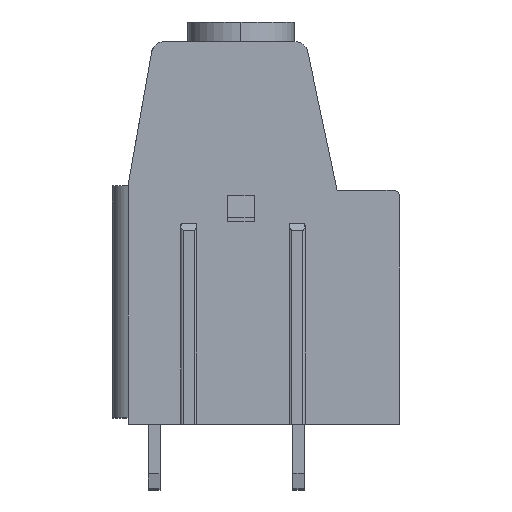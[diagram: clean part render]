
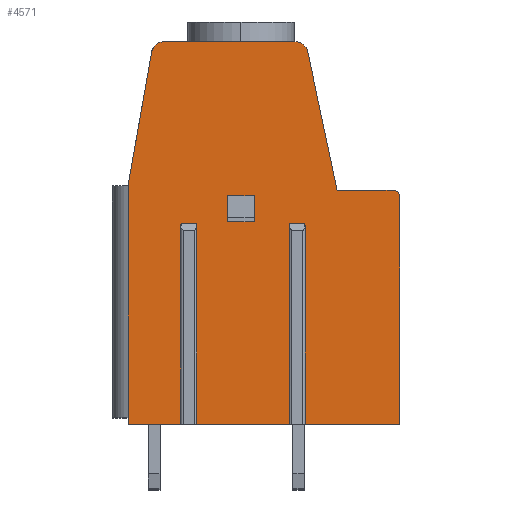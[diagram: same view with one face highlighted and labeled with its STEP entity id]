
A CAD part, top view. The second image highlights one B-rep face of the part: STEP entity #4571.
In plain terms, the highlighted planar face has unit normal (0, 0, 1).
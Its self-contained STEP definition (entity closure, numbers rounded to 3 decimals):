
#1239=DIRECTION('',(0.,1.,0.));
#1240=VECTOR('',#1239,2.);
#1241=CARTESIAN_POINT('',(-0.75,0.85,5.08));
#1242=LINE('',#1241,#1240);
#1243=DIRECTION('',(1.,0.,0.));
#1244=VECTOR('',#1243,2.);
#1245=CARTESIAN_POINT('',(-2.75,2.85,5.08));
#1246=LINE('',#1245,#1244);
#1247=DIRECTION('',(0.,1.,0.));
#1248=VECTOR('',#1247,2.);
#1249=CARTESIAN_POINT('',(-2.75,0.85,5.08));
#1250=LINE('',#1249,#1248);
#1251=DIRECTION('',(1.,0.,0.));
#1252=VECTOR('',#1251,2.);
#1253=CARTESIAN_POINT('',(-2.75,0.85,5.08));
#1254=LINE('',#1253,#1252);
#1255=CARTESIAN_POINT('',(2.386,13.65,5.08));
#1256=DIRECTION('',(0.,0.,1.));
#1257=DIRECTION('',(0.978,0.208,0.));
#1258=AXIS2_PLACEMENT_3D('',#1255,#1256,#1257);
#1260=DIRECTION('',(-0.208,0.978,0.));
#1261=VECTOR('',#1260,10.845);
#1262=CARTESIAN_POINT('',(5.619,3.25,5.08));
#1263=LINE('',#1262,#1261);
#1264=DIRECTION('',(-1.,0.,0.));
#1265=VECTOR('',#1264,4.281);
#1266=CARTESIAN_POINT('',(9.9,3.25,5.08));
#1267=LINE('',#1266,#1265);
#1268=CARTESIAN_POINT('',(9.9,2.75,5.08));
#1269=DIRECTION('',(0.,0.,1.));
#1270=DIRECTION('',(1.,0.,0.));
#1271=AXIS2_PLACEMENT_3D('',#1268,#1269,#1270);
#1273=DIRECTION('',(0.,1.,0.));
#1274=VECTOR('',#1273,17.4);
#1275=CARTESIAN_POINT('',(10.4,-14.65,5.08));
#1276=LINE('',#1275,#1274);
#1277=DIRECTION('',(1.,0.,0.));
#1278=VECTOR('',#1277,7.525);
#1279=CARTESIAN_POINT('',(2.875,-14.65,5.08));
#1280=LINE('',#1279,#1278);
#1281=DIRECTION('',(0.,1.,0.));
#1282=VECTOR('',#1281,15.4);
#1283=CARTESIAN_POINT('',(2.875,-14.65,5.08));
#1284=LINE('',#1283,#1282);
#1285=DIRECTION('',(1.,0.,0.));
#1286=VECTOR('',#1285,0.65);
#1287=CARTESIAN_POINT('',(2.225,0.75,5.08));
#1288=LINE('',#1287,#1286);
#1289=DIRECTION('',(0.,1.,0.));
#1290=VECTOR('',#1289,15.4);
#1291=CARTESIAN_POINT('',(2.225,-14.65,5.08));
#1292=LINE('',#1291,#1290);
#1293=DIRECTION('',(1.,0.,0.));
#1294=VECTOR('',#1293,7.65);
#1295=CARTESIAN_POINT('',(-5.425,-14.65,5.08));
#1296=LINE('',#1295,#1294);
#1297=DIRECTION('',(0.,1.,0.));
#1298=VECTOR('',#1297,15.4);
#1299=CARTESIAN_POINT('',(-5.425,-14.65,5.08));
#1300=LINE('',#1299,#1298);
#1301=DIRECTION('',(1.,0.,0.));
#1302=VECTOR('',#1301,0.65);
#1303=CARTESIAN_POINT('',(-6.075,0.75,5.08));
#1304=LINE('',#1303,#1302);
#1305=DIRECTION('',(0.,1.,0.));
#1306=VECTOR('',#1305,15.4);
#1307=CARTESIAN_POINT('',(-6.075,-14.65,5.08));
#1308=LINE('',#1307,#1306);
#1309=DIRECTION('',(1.,0.,0.));
#1310=VECTOR('',#1309,4.325);
#1311=CARTESIAN_POINT('',(-10.4,-14.65,5.08));
#1312=LINE('',#1311,#1310);
#1313=DIRECTION('',(0.,-1.,0.));
#1314=VECTOR('',#1313,18.25);
#1315=CARTESIAN_POINT('',(-10.4,3.6,5.08));
#1316=LINE('',#1315,#1314);
#1317=DIRECTION('',(-0.174,-0.985,0.));
#1318=VECTOR('',#1317,10.381);
#1319=CARTESIAN_POINT('',(-8.597,13.824,5.08));
#1320=LINE('',#1319,#1318);
#1321=CARTESIAN_POINT('',(-7.612,13.65,5.08));
#1322=DIRECTION('',(0.,0.,1.));
#1323=DIRECTION('',(0.,1.,0.));
#1324=AXIS2_PLACEMENT_3D('',#1321,#1322,#1323);
#1326=DIRECTION('',(-1.,0.,0.));
#1327=VECTOR('',#1326,9.998);
#1328=CARTESIAN_POINT('',(2.386,14.65,5.08));
#1329=LINE('',#1328,#1327);
#2357=CARTESIAN_POINT('',(-10.4,3.6,5.08));
#2358=CARTESIAN_POINT('',(-10.4,-14.65,5.08));
#2359=VERTEX_POINT('',#2357);
#2360=VERTEX_POINT('',#2358);
#2362=CARTESIAN_POINT('',(10.4,-14.65,5.08));
#2364=VERTEX_POINT('',#2362);
#2366=CARTESIAN_POINT('',(5.619,3.25,5.08));
#2368=VERTEX_POINT('',#2366);
#2409=CARTESIAN_POINT('',(-6.075,-14.65,5.08));
#2410=VERTEX_POINT('',#2409);
#2411=CARTESIAN_POINT('',(-5.425,-14.65,5.08));
#2412=CARTESIAN_POINT('',(2.225,-14.65,5.08));
#2413=VERTEX_POINT('',#2411);
#2414=VERTEX_POINT('',#2412);
#2415=CARTESIAN_POINT('',(2.875,-14.65,5.08));
#2416=VERTEX_POINT('',#2415);
#2417=CARTESIAN_POINT('',(-6.075,0.75,5.08));
#2418=CARTESIAN_POINT('',(-5.425,0.75,5.08));
#2419=VERTEX_POINT('',#2417);
#2420=VERTEX_POINT('',#2418);
#2421=CARTESIAN_POINT('',(2.225,0.75,5.08));
#2422=CARTESIAN_POINT('',(2.875,0.75,5.08));
#2423=VERTEX_POINT('',#2421);
#2424=VERTEX_POINT('',#2422);
#2443=CARTESIAN_POINT('',(-0.75,0.85,5.08));
#2444=CARTESIAN_POINT('',(-0.75,2.85,5.08));
#2445=VERTEX_POINT('',#2443);
#2446=VERTEX_POINT('',#2444);
#2447=CARTESIAN_POINT('',(-2.75,0.85,5.08));
#2448=CARTESIAN_POINT('',(-2.75,2.85,5.08));
#2449=VERTEX_POINT('',#2447);
#2450=VERTEX_POINT('',#2448);
#2575=CARTESIAN_POINT('',(3.364,13.858,5.08));
#2576=VERTEX_POINT('',#2575);
#2577=CARTESIAN_POINT('',(2.386,14.65,5.08));
#2578=VERTEX_POINT('',#2577);
#2583=CARTESIAN_POINT('',(-7.612,14.65,5.08));
#2584=CARTESIAN_POINT('',(-8.597,13.824,5.08));
#2585=VERTEX_POINT('',#2583);
#2586=VERTEX_POINT('',#2584);
#2591=CARTESIAN_POINT('',(10.4,2.75,5.08));
#2592=VERTEX_POINT('',#2591);
#2593=CARTESIAN_POINT('',(9.9,3.25,5.08));
#2594=VERTEX_POINT('',#2593);
#4530=CARTESIAN_POINT('',(0.,0.,5.08));
#4531=DIRECTION('',(0.,0.,1.));
#4532=DIRECTION('',(1.,0.,0.));
#4533=AXIS2_PLACEMENT_3D('',#4530,#4531,#4532);
#4534=PLANE('',#4533);
#4535=ORIENTED_EDGE('',*,*,#3099,.F.);
#4536=ORIENTED_EDGE('',*,*,#3115,.F.);
#4537=ORIENTED_EDGE('',*,*,#3127,.F.);
#4538=ORIENTED_EDGE('',*,*,#3142,.F.);
#4539=ORIENTED_EDGE('',*,*,#3157,.F.);
#4540=ORIENTED_EDGE('',*,*,#3261,.F.);
#4542=ORIENTED_EDGE('',*,*,#4541,.T.);
#4544=ORIENTED_EDGE('',*,*,#4543,.F.);
#4546=ORIENTED_EDGE('',*,*,#4545,.F.);
#4547=ORIENTED_EDGE('',*,*,#3245,.F.);
#4549=ORIENTED_EDGE('',*,*,#4548,.T.);
#4551=ORIENTED_EDGE('',*,*,#4550,.F.);
#4553=ORIENTED_EDGE('',*,*,#4552,.F.);
#4554=ORIENTED_EDGE('',*,*,#3229,.F.);
#4555=ORIENTED_EDGE('',*,*,#3591,.F.);
#4556=ORIENTED_EDGE('',*,*,#3713,.F.);
#4557=ORIENTED_EDGE('',*,*,#3935,.F.);
#4558=ORIENTED_EDGE('',*,*,#3998,.F.);
#4559=EDGE_LOOP('',(#4535,#4536,#4537,#4538,#4539,#4540,#4542,#4544,#4546,#4547,
#4549,#4551,#4553,#4554,#4555,#4556,#4557,#4558));
#4560=FACE_OUTER_BOUND('',#4559,.F.);
#4562=ORIENTED_EDGE('',*,*,#4561,.T.);
#4564=ORIENTED_EDGE('',*,*,#4563,.F.);
#4566=ORIENTED_EDGE('',*,*,#4565,.F.);
#4568=ORIENTED_EDGE('',*,*,#4567,.T.);
#4569=EDGE_LOOP('',(#4562,#4564,#4566,#4568));
#4570=FACE_BOUND('',#4569,.F.);
#1259=CIRCLE('',#1258,1.);
#1272=CIRCLE('',#1271,0.5);
#1325=CIRCLE('',#1324,1.);
#3099=EDGE_CURVE('',#2576,#2578,#1259,.T.);
#3115=EDGE_CURVE('',#2368,#2576,#1263,.T.);
#3127=EDGE_CURVE('',#2594,#2368,#1267,.T.);
#3142=EDGE_CURVE('',#2592,#2594,#1272,.T.);
#3157=EDGE_CURVE('',#2364,#2592,#1276,.T.);
#3229=EDGE_CURVE('',#2360,#2410,#1312,.T.);
#3245=EDGE_CURVE('',#2413,#2414,#1296,.T.);
#3261=EDGE_CURVE('',#2416,#2364,#1280,.T.);
#3591=EDGE_CURVE('',#2359,#2360,#1316,.T.);
#3713=EDGE_CURVE('',#2586,#2359,#1320,.T.);
#3935=EDGE_CURVE('',#2585,#2586,#1325,.T.);
#3998=EDGE_CURVE('',#2578,#2585,#1329,.T.);
#4541=EDGE_CURVE('',#2416,#2424,#1284,.T.);
#4543=EDGE_CURVE('',#2423,#2424,#1288,.T.);
#4545=EDGE_CURVE('',#2414,#2423,#1292,.T.);
#4548=EDGE_CURVE('',#2413,#2420,#1300,.T.);
#4550=EDGE_CURVE('',#2419,#2420,#1304,.T.);
#4552=EDGE_CURVE('',#2410,#2419,#1308,.T.);
#4561=EDGE_CURVE('',#2445,#2446,#1242,.T.);
#4563=EDGE_CURVE('',#2450,#2446,#1246,.T.);
#4565=EDGE_CURVE('',#2449,#2450,#1250,.T.);
#4567=EDGE_CURVE('',#2449,#2445,#1254,.T.);
#4571=ADVANCED_FACE('',(#4560,#4570),#4534,.T.);
